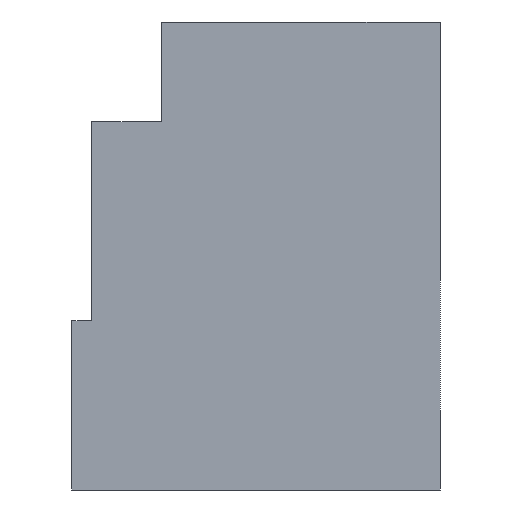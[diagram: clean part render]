
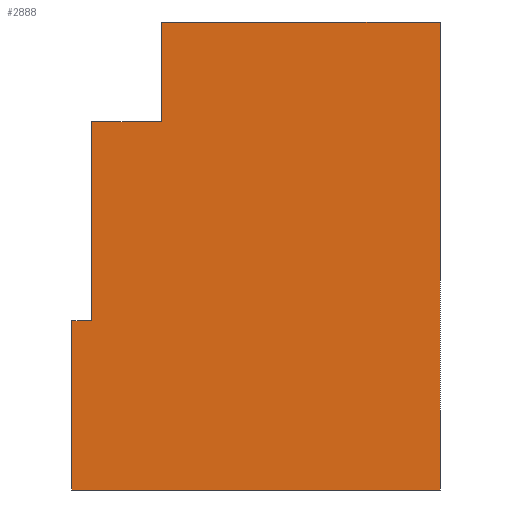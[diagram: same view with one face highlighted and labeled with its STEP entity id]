
A CAD part, left-side view. The second image highlights one B-rep face of the part: STEP entity #2888.
In plain terms, the highlighted planar face has unit normal (-1, 0, 0).
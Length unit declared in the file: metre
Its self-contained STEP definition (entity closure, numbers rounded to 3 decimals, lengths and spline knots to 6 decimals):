
#809=ORIENTED_EDGE('',*,*,#1178,.T.);
#810=ORIENTED_EDGE('',*,*,#874,.F.);
#811=ORIENTED_EDGE('',*,*,#1240,.F.);
#812=ORIENTED_EDGE('',*,*,#1238,.T.);
#813=ORIENTED_EDGE('',*,*,#1140,.F.);
#814=ORIENTED_EDGE('',*,*,#1144,.T.);
#815=ORIENTED_EDGE('',*,*,#1148,.F.);
#816=ORIENTED_EDGE('',*,*,#1172,.F.);
#874=EDGE_CURVE('',#1264,#1265,#1516,.T.);
#1140=EDGE_CURVE('',#1447,#1448,#1782,.T.);
#1144=EDGE_CURVE('',#1447,#1449,#1786,.T.);
#1148=EDGE_CURVE('',#1452,#1449,#1790,.T.);
#1172=EDGE_CURVE('',#1475,#1452,#1814,.T.);
#1178=EDGE_CURVE('',#1475,#1265,#1820,.T.);
#1238=EDGE_CURVE('',#1495,#1448,#1880,.T.);
#1240=EDGE_CURVE('',#1495,#1264,#1882,.T.);
#1264=VERTEX_POINT('',#4176);
#1265=VERTEX_POINT('',#4178);
#1447=VERTEX_POINT('',#4718);
#1448=VERTEX_POINT('',#4719);
#1449=VERTEX_POINT('',#4724);
#1452=VERTEX_POINT('',#4732);
#1475=VERTEX_POINT('',#4780);
#1495=VERTEX_POINT('',#4911);
#1516=LINE('',#4177,#1906);
#1782=LINE('',#4717,#2172);
#1786=LINE('',#4725,#2176);
#1790=LINE('',#4733,#2180);
#1814=LINE('',#4781,#2204);
#1820=LINE('',#4791,#2210);
#1880=LINE('',#4910,#2270);
#1882=LINE('',#4914,#2272);
#1906=VECTOR('',#3468,1.);
#2172=VECTOR('',#3918,1.);
#2176=VECTOR('',#3924,1.);
#2180=VECTOR('',#3930,1.);
#2204=VECTOR('',#3956,1.);
#2210=VECTOR('',#3964,1.);
#2270=VECTOR('',#4110,1.);
#2272=VECTOR('',#4114,1.);
#2428=EDGE_LOOP('',(#809,#810,#811,#812,#813,#814,#815,#816));
#2588=FACE_BOUND('',#2428,.T.);
#2738=PLANE('',#3436);
#2888=ADVANCED_FACE('',(#2588),#2738,.T.);
#3436=AXIS2_PLACEMENT_3D('',#4913,#4112,#4113);
#3468=DIRECTION('',(0.,0.,-1.));
#3918=DIRECTION('',(0.,-1.,0.));
#3924=DIRECTION('',(0.,0.,-1.));
#3930=DIRECTION('',(0.,-1.,0.));
#3956=DIRECTION('',(0.,0.,1.));
#3964=DIRECTION('',(0.,-1.,0.));
#4110=DIRECTION('',(0.,0.,-1.));
#4112=DIRECTION('',(-1.,0.,0.));
#4113=DIRECTION('',(0.,0.,-1.));
#4114=DIRECTION('',(0.,-1.,0.));
#4176=CARTESIAN_POINT('',(-0.004,-0.0026,0.0047));
#4177=CARTESIAN_POINT('',(-0.004,-0.0026,0.0016));
#4178=CARTESIAN_POINT('',(-0.004,-0.0026,0.));
#4717=CARTESIAN_POINT('',(-0.004,0.0009,0.0037));
#4718=CARTESIAN_POINT('',(-0.004,0.0009,0.0037));
#4719=CARTESIAN_POINT('',(-0.004,0.0002,0.0037));
#4724=CARTESIAN_POINT('',(-0.004,0.0009,0.0017));
#4725=CARTESIAN_POINT('',(-0.004,0.0009,0.0047));
#4732=CARTESIAN_POINT('',(-0.004,0.0011,0.0017));
#4733=CARTESIAN_POINT('',(-0.004,0.0011,0.0017));
#4780=CARTESIAN_POINT('',(-0.004,0.0011,0.));
#4781=CARTESIAN_POINT('',(-0.004,0.0011,0.));
#4791=CARTESIAN_POINT('',(-0.004,0.0011,0.));
#4910=CARTESIAN_POINT('',(-0.004,0.0002,0.0047));
#4911=CARTESIAN_POINT('',(-0.004,0.0002,0.0047));
#4913=CARTESIAN_POINT('',(-0.004,-0.000718,0.002071));
#4914=CARTESIAN_POINT('',(-0.004,0.0011,0.0047));
